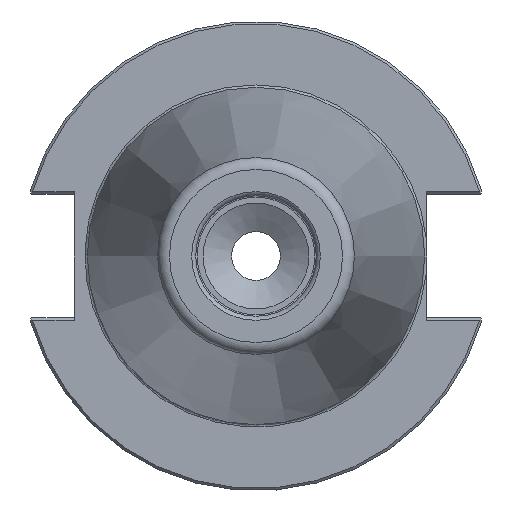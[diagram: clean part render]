
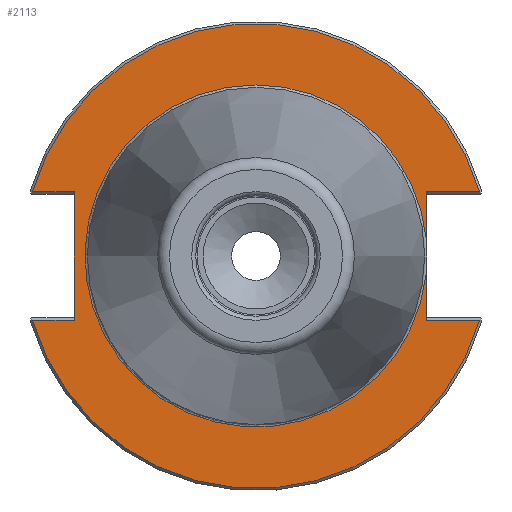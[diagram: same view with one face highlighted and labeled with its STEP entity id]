
A CAD part, left-side view. The second image highlights one B-rep face of the part: STEP entity #2113.
In plain terms, the highlighted planar face has unit normal (-1, 0, 0).
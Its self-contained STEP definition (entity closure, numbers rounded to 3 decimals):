
#121=PLANE('',#2302);
#173=LINE('',#3322,#280);
#177=LINE('',#3330,#284);
#178=LINE('',#3334,#285);
#179=LINE('',#3336,#286);
#180=LINE('',#3338,#287);
#181=LINE('',#3342,#288);
#182=LINE('',#3344,#289);
#280=VECTOR('',#2669,10.);
#284=VECTOR('',#2675,10.);
#285=VECTOR('',#2678,10.);
#286=VECTOR('',#2679,10.);
#287=VECTOR('',#2680,10.);
#288=VECTOR('',#2683,10.);
#289=VECTOR('',#2684,10.);
#424=FACE_OUTER_BOUND('',#542,.T.);
#542=EDGE_LOOP('',(#1519,#1520,#1521,#1522,#1523,#1524,#1525,#1526,#1527,
#1528,#1529));
#698=CIRCLE('',#2303,48.25);
#699=CIRCLE('',#2304,48.25);
#700=CIRCLE('',#2305,35.5);
#701=CIRCLE('',#2306,35.5);
#862=VERTEX_POINT('',#3317);
#863=VERTEX_POINT('',#3321);
#866=VERTEX_POINT('',#3329);
#867=VERTEX_POINT('',#3331);
#868=VERTEX_POINT('',#3333);
#869=VERTEX_POINT('',#3335);
#870=VERTEX_POINT('',#3337);
#871=VERTEX_POINT('',#3339);
#872=VERTEX_POINT('',#3341);
#873=VERTEX_POINT('',#3343);
#874=VERTEX_POINT('',#3345);
#1116=EDGE_CURVE('',#862,#863,#173,.T.);
#1120=EDGE_CURVE('',#866,#863,#177,.T.);
#1121=EDGE_CURVE('',#867,#862,#698,.T.);
#1122=EDGE_CURVE('',#868,#867,#178,.T.);
#1123=EDGE_CURVE('',#868,#869,#179,.T.);
#1124=EDGE_CURVE('',#870,#869,#180,.T.);
#1125=EDGE_CURVE('',#871,#870,#699,.T.);
#1126=EDGE_CURVE('',#872,#871,#181,.T.);
#1127=EDGE_CURVE('',#872,#873,#182,.T.);
#1128=EDGE_CURVE('',#873,#874,#700,.T.);
#1129=EDGE_CURVE('',#874,#866,#701,.T.);
#1519=ORIENTED_EDGE('',*,*,#1120,.T.);
#1520=ORIENTED_EDGE('',*,*,#1116,.F.);
#1521=ORIENTED_EDGE('',*,*,#1121,.F.);
#1522=ORIENTED_EDGE('',*,*,#1122,.F.);
#1523=ORIENTED_EDGE('',*,*,#1123,.T.);
#1524=ORIENTED_EDGE('',*,*,#1124,.F.);
#1525=ORIENTED_EDGE('',*,*,#1125,.F.);
#1526=ORIENTED_EDGE('',*,*,#1126,.F.);
#1527=ORIENTED_EDGE('',*,*,#1127,.T.);
#1528=ORIENTED_EDGE('',*,*,#1128,.T.);
#1529=ORIENTED_EDGE('',*,*,#1129,.T.);
#2113=ADVANCED_FACE('',(#424),#121,.T.);
#2302=AXIS2_PLACEMENT_3D('',#3328,#2673,#2674);
#2303=AXIS2_PLACEMENT_3D('',#3332,#2676,#2677);
#2304=AXIS2_PLACEMENT_3D('',#3340,#2681,#2682);
#2305=AXIS2_PLACEMENT_3D('',#3346,#2685,#2686);
#2306=AXIS2_PLACEMENT_3D('',#3347,#2687,#2688);
#2669=DIRECTION('',(0.,1.,0.));
#2673=DIRECTION('center_axis',(-1.,0.,0.));
#2674=DIRECTION('ref_axis',(0.,0.,1.));
#2675=DIRECTION('',(0.,0.,1.));
#2676=DIRECTION('center_axis',(1.,0.,0.));
#2677=DIRECTION('ref_axis',(0.,0.,-1.));
#2678=DIRECTION('',(0.,1.,0.));
#2679=DIRECTION('',(0.,0.,-1.));
#2680=DIRECTION('',(0.,-1.,0.));
#2681=DIRECTION('center_axis',(1.,0.,0.));
#2682=DIRECTION('ref_axis',(0.,0.,-1.));
#2683=DIRECTION('',(0.,-1.,0.));
#2684=DIRECTION('',(0.,0.,1.));
#2685=DIRECTION('center_axis',(1.,0.,0.));
#2686=DIRECTION('ref_axis',(0.,0.,-1.));
#2687=DIRECTION('center_axis',(1.,0.,0.));
#2688=DIRECTION('ref_axis',(0.,0.,-1.));
#3317=CARTESIAN_POINT('',(3.175,-46.373,13.325));
#3321=CARTESIAN_POINT('',(3.175,-35.3,13.325));
#3322=CARTESIAN_POINT('',(3.175,6.475,13.325));
#3328=CARTESIAN_POINT('Origin',(3.175,48.25,0.));
#3329=CARTESIAN_POINT('',(3.175,-35.3,3.762));
#3330=CARTESIAN_POINT('',(3.175,-35.3,-6.413));
#3331=CARTESIAN_POINT('',(3.175,46.373,13.325));
#3332=CARTESIAN_POINT('Origin',(3.175,0.,0.));
#3333=CARTESIAN_POINT('',(3.175,37.7,13.325));
#3334=CARTESIAN_POINT('',(3.175,61.395,13.325));
#3335=CARTESIAN_POINT('',(3.175,37.7,-13.325));
#3336=CARTESIAN_POINT('',(3.175,37.7,6.413));
#3337=CARTESIAN_POINT('',(3.175,46.373,-13.325));
#3338=CARTESIAN_POINT('',(3.175,42.975,-13.325));
#3339=CARTESIAN_POINT('',(3.175,-46.373,-13.325));
#3340=CARTESIAN_POINT('Origin',(3.175,0.,0.));
#3341=CARTESIAN_POINT('',(3.175,-35.3,-13.325));
#3342=CARTESIAN_POINT('',(3.175,-13.707,-13.325));
#3343=CARTESIAN_POINT('',(3.175,-35.3,-3.762));
#3344=CARTESIAN_POINT('',(3.175,-35.3,-6.413));
#3345=CARTESIAN_POINT('',(3.175,0.,35.5));
#3346=CARTESIAN_POINT('Origin',(3.175,0.,0.));
#3347=CARTESIAN_POINT('Origin',(3.175,0.,0.));
